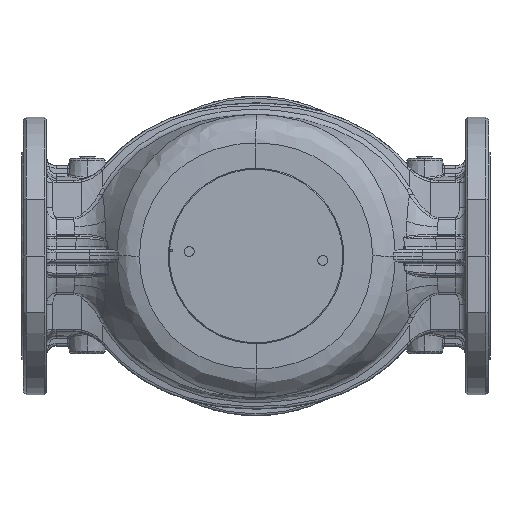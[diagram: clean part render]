
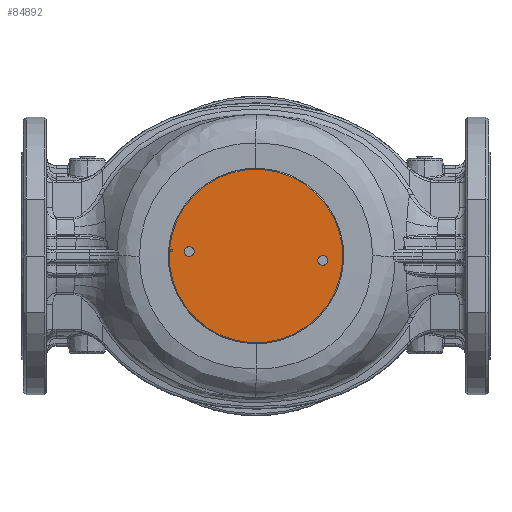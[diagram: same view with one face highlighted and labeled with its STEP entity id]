
A CAD part, front view. The second image highlights one B-rep face of the part: STEP entity #84892.
In plain terms, the highlighted face is planar.
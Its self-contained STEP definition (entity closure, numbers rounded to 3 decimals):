
#84350=CARTESIAN_POINT('',(0.,68.5,0.));
#84351=DIRECTION('',(0.,0.,1.));
#84352=DIRECTION('',(0.,-1.,0.));
#84353=AXIS2_PLACEMENT_3D('',#84350,#84351,#84352);
#84355=CARTESIAN_POINT('',(0.,68.5,0.));
#84356=DIRECTION('',(0.,0.,1.));
#84357=DIRECTION('',(0.,1.,0.));
#84358=AXIS2_PLACEMENT_3D('',#84355,#84356,#84357);
#84360=CARTESIAN_POINT('',(0.,-68.5,0.));
#84361=DIRECTION('',(0.,0.,1.));
#84362=DIRECTION('',(0.,-1.,0.));
#84363=AXIS2_PLACEMENT_3D('',#84360,#84361,#84362);
#84365=CARTESIAN_POINT('',(0.,-68.5,0.));
#84366=DIRECTION('',(0.,0.,1.));
#84367=DIRECTION('',(0.,1.,0.));
#84368=AXIS2_PLACEMENT_3D('',#84365,#84366,#84367);
#84370=CARTESIAN_POINT('',(0.,0.,0.));
#84371=DIRECTION('',(0.,0.,1.));
#84372=DIRECTION('',(0.,-1.,0.));
#84373=AXIS2_PLACEMENT_3D('',#84370,#84371,#84372);
#84375=CARTESIAN_POINT('',(0.,0.,0.));
#84376=DIRECTION('',(0.,0.,1.));
#84377=DIRECTION('',(0.,1.,0.));
#84378=AXIS2_PLACEMENT_3D('',#84375,#84376,#84377);
#84380=CARTESIAN_POINT('',(0.,-86.8,0.));
#84381=DIRECTION('',(0.,0.,1.));
#84382=DIRECTION('',(0.,1.,0.));
#84383=AXIS2_PLACEMENT_3D('',#84380,#84381,#84382);
#84385=CARTESIAN_POINT('',(0.,-86.8,0.));
#84386=DIRECTION('',(0.,0.,1.));
#84387=DIRECTION('',(0.,-1.,0.));
#84388=AXIS2_PLACEMENT_3D('',#84385,#84386,#84387);
#84464=CARTESIAN_POINT('',(0.,63.5,0.));
#84465=VERTEX_POINT('',#84464);
#84466=CARTESIAN_POINT('',(0.,73.5,0.));
#84467=VERTEX_POINT('',#84466);
#84468=CARTESIAN_POINT('',(0.,-73.5,0.));
#84469=VERTEX_POINT('',#84468);
#84470=CARTESIAN_POINT('',(0.,-63.5,0.));
#84471=VERTEX_POINT('',#84470);
#84516=CARTESIAN_POINT('',(0.,-89.,0.));
#84517=CARTESIAN_POINT('',(0.,89.,0.));
#84518=VERTEX_POINT('',#84516);
#84519=VERTEX_POINT('',#84517);
#84536=CARTESIAN_POINT('',(0.,-85.8,0.));
#84537=CARTESIAN_POINT('',(0.,-87.8,0.));
#84538=VERTEX_POINT('',#84536);
#84539=VERTEX_POINT('',#84537);
#84864=CARTESIAN_POINT('',(0.,0.,0.));
#84865=DIRECTION('',(0.,0.,-1.));
#84866=DIRECTION('',(0.,-1.,0.));
#84867=AXIS2_PLACEMENT_3D('',#84864,#84865,#84866);
#84868=PLANE('',#84867);
#84869=ORIENTED_EDGE('',*,*,#84854,.F.);
#84871=ORIENTED_EDGE('',*,*,#84870,.F.);
#84872=EDGE_LOOP('',(#84869,#84871));
#84873=FACE_OUTER_BOUND('',#84872,.F.);
#84875=ORIENTED_EDGE('',*,*,#84874,.T.);
#84877=ORIENTED_EDGE('',*,*,#84876,.T.);
#84878=EDGE_LOOP('',(#84875,#84877));
#84879=FACE_BOUND('',#84878,.F.);
#84881=ORIENTED_EDGE('',*,*,#84880,.T.);
#84883=ORIENTED_EDGE('',*,*,#84882,.T.);
#84884=EDGE_LOOP('',(#84881,#84883));
#84885=FACE_BOUND('',#84884,.F.);
#84887=ORIENTED_EDGE('',*,*,#84886,.T.);
#84889=ORIENTED_EDGE('',*,*,#84888,.T.);
#84890=EDGE_LOOP('',(#84887,#84889));
#84891=FACE_BOUND('',#84890,.F.);
#84892=ADVANCED_FACE('',(#84873,#84879,#84885,#84891),#84868,.F.);
#84354=CIRCLE('',#84353,5.);
#84359=CIRCLE('',#84358,5.);
#84364=CIRCLE('',#84363,5.);
#84369=CIRCLE('',#84368,5.);
#84374=CIRCLE('',#84373,89.);
#84379=CIRCLE('',#84378,89.);
#84384=CIRCLE('',#84383,1.);
#84389=CIRCLE('',#84388,1.);
#84854=EDGE_CURVE('',#84518,#84519,#84374,.T.);
#84870=EDGE_CURVE('',#84519,#84518,#84379,.T.);
#84874=EDGE_CURVE('',#84469,#84471,#84364,.T.);
#84876=EDGE_CURVE('',#84471,#84469,#84369,.T.);
#84880=EDGE_CURVE('',#84465,#84467,#84354,.T.);
#84882=EDGE_CURVE('',#84467,#84465,#84359,.T.);
#84886=EDGE_CURVE('',#84538,#84539,#84384,.T.);
#84888=EDGE_CURVE('',#84539,#84538,#84389,.T.);
